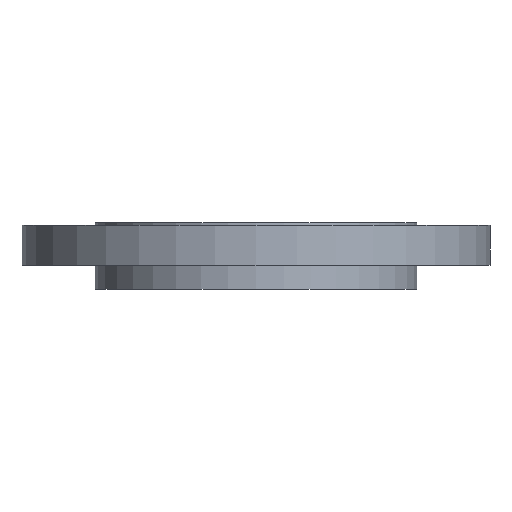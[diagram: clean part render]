
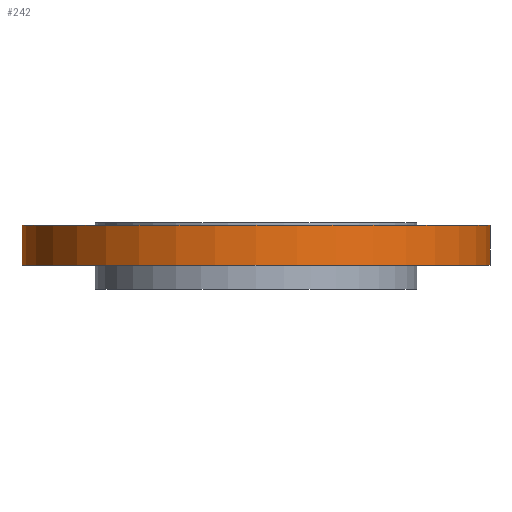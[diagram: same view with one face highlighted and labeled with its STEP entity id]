
A CAD part, front view. The second image highlights one B-rep face of the part: STEP entity #242.
In plain terms, the highlighted cylindrical face has radius 139.7 mm (diameter 279.4 mm), a partial arc.
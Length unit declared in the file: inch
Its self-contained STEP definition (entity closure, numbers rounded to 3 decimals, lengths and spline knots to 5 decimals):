
#9 = CARTESIAN_POINT ( 'NONE',  ( 0., 0., -16.55635 ) ) ;
#19 = VECTOR ( 'NONE', #110, 39.37008 ) ;
#76 = DIRECTION ( 'NONE',  ( 1., 0., 0. ) ) ;
#91 = LINE ( 'NONE', #714, #990 ) ;
#110 = DIRECTION ( 'NONE',  ( 0., 0., 1. ) ) ;
#116 = AXIS2_PLACEMENT_3D ( 'NONE', #9, #317, #237 ) ;
#187 = VERTEX_POINT ( 'NONE', #838 ) ;
#189 = CARTESIAN_POINT ( 'NONE',  ( -5.5, 0., -1. ) ) ;
#226 = CARTESIAN_POINT ( 'NONE',  ( 5.5, 0., -0.0625 ) ) ;
#237 = DIRECTION ( 'NONE',  ( 1., 0., 0. ) ) ;
#242 = ADVANCED_FACE ( 'NONE', ( #397 ), #932, .T. ) ;
#254 = LINE ( 'NONE', #555, #19 ) ;
#312 = CIRCLE ( 'NONE', #527, 5.5 ) ;
#317 = DIRECTION ( 'NONE',  ( 0., 0., 1. ) ) ;
#320 = EDGE_CURVE ( 'NONE', #593, #641, #91, .T. ) ;
#396 = EDGE_LOOP ( 'NONE', ( #613, #864, #483, #976 ) ) ;
#397 = FACE_OUTER_BOUND ( 'NONE', #396, .T. ) ;
#463 = DIRECTION ( 'NONE',  ( 1., 0., 0. ) ) ;
#478 = DIRECTION ( 'NONE',  ( 0., 0., 1. ) ) ;
#483 = ORIENTED_EDGE ( 'NONE', *, *, #320, .T. ) ;
#527 = AXIS2_PLACEMENT_3D ( 'NONE', #697, #607, #76 ) ;
#555 = CARTESIAN_POINT ( 'NONE',  ( -5.5, 0., -16.55635 ) ) ;
#569 = VERTEX_POINT ( 'NONE', #189 ) ;
#571 = AXIS2_PLACEMENT_3D ( 'NONE', #915, #773, #463 ) ;
#593 = VERTEX_POINT ( 'NONE', #747 ) ;
#607 = DIRECTION ( 'NONE',  ( 0., 0., -1. ) ) ;
#613 = ORIENTED_EDGE ( 'NONE', *, *, #907, .F. ) ;
#641 = VERTEX_POINT ( 'NONE', #226 ) ;
#688 = EDGE_CURVE ( 'NONE', #187, #641, #758, .T. ) ;
#697 = CARTESIAN_POINT ( 'NONE',  ( 0., 0., -1. ) ) ;
#704 = EDGE_CURVE ( 'NONE', #593, #569, #312, .T. ) ;
#714 = CARTESIAN_POINT ( 'NONE',  ( 5.5, 0., -16.55635 ) ) ;
#747 = CARTESIAN_POINT ( 'NONE',  ( 5.5, 0., -1. ) ) ;
#758 = CIRCLE ( 'NONE', #571, 5.5 ) ;
#773 = DIRECTION ( 'NONE',  ( 0., 0., 1. ) ) ;
#838 = CARTESIAN_POINT ( 'NONE',  ( -5.5, 0., -0.0625 ) ) ;
#864 = ORIENTED_EDGE ( 'NONE', *, *, #704, .F. ) ;
#907 = EDGE_CURVE ( 'NONE', #569, #187, #254, .T. ) ;
#915 = CARTESIAN_POINT ( 'NONE',  ( 0., 0., -0.0625 ) ) ;
#932 = CYLINDRICAL_SURFACE ( 'NONE', #116, 5.5 ) ;
#976 = ORIENTED_EDGE ( 'NONE', *, *, #688, .F. ) ;
#990 = VECTOR ( 'NONE', #478, 39.37008 ) ;
